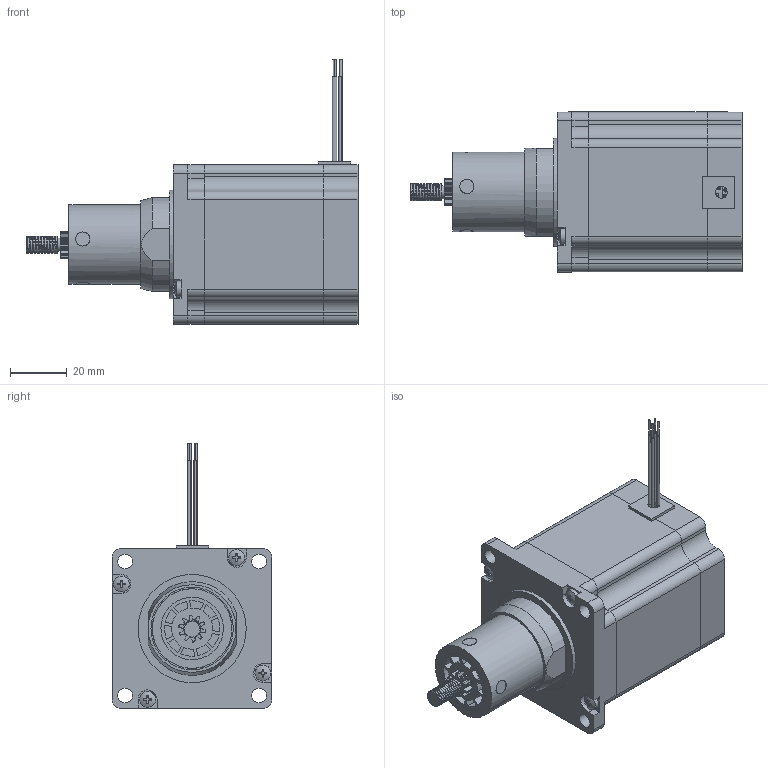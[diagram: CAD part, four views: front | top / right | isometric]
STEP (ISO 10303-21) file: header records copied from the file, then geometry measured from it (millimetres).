
FILE_DESCRIPTION(/* description */ (''),/* implementation_level */ '2;1');
FILE_NAME(/* name */ '23K22-25.4.stp',/* time_stamp */ '2020-08-27T08:59:31+08:00',/* author */ ('gj5217'),/* organization */ (''),/* preprocessor_version */ 'ST-DEVELOPER v16.1',/* originating_system */ 'Autodesk Inventor 2016',/* authorisation */ '');
FILE_SCHEMA (('AUTOMOTIVE_DESIGN { 1 0 10303 214 3 1 1 }'));
Products named in the file (29): 04-018（23N2066铜轴）; 04-052注塑体; 04-052（23N2066注塑铜轴）; 03-021(23H2066转子叠片); 07-005（57双叠厚磁钢）; 10-010(隔磁片); 03-039-13（23N2066转子总成，Z
导程）; 02-027(23H2066定子磨削); 12-020-2(23H2066); 12-020-3(23H2066L26.5); 09-009-1(红); 09-009-2(红白); 09-009-3(绿); 09-009-4(绿白); 12-008(4线护线套); 15-001-045(23H2066); 02-028-2（23H2066定子总成2.5
A）; 01-011(前盖); 01-012(后盖); 07-011(6902ZZ); 10-004(调整垫); 11-030（M3x61）; 润滑油脂; 06-603-3; 06-342; 10-082; 57花键轴; 57双厚标签; 23K22-25.4
Assembly tree (36 placements, depth 4):
  23K22-25.4
    03-039-13（23N2066转子总成，Z
导程）
      04-052（23N2066注塑铜轴）
        04-018（23N2066铜轴）
        04-052注塑体
      03-021(23H2066转子叠片)  x4
      07-005（57双叠厚磁钢）  x2
      10-010(隔磁片)
    02-028-2（23H2066定子总成2.5
A）
      02-027(23H2066定子磨削)
      12-020-2(23H2066)
      12-020-3(23H2066L26.5)
      09-009-1(红)
      09-009-2(红白)
      09-009-3(绿)
      09-009-4(绿白)
      12-008(4线护线套)
      15-001-045(23H2066)
    01-011(前盖)
    01-012(后盖)
    07-011(6902ZZ)  x2
    10-004(调整垫)
    11-030（M3x61）  x4
    润滑油脂
    06-603-3
    06-342
    10-082
    57花键轴
    57双厚标签
Bounding box: 116.9 x 56.3 x 93.2 mm (x, y, z)
Volume: 145476.3 mm3; surface area: 149295.2 mm2
Topology: 63 solids, 63 shells, 3251 faces, 9210 edges, 6135 vertices
Faces by surface type: cylinder 1900, plane 1321, bspline 20, cone 6, sphere 4
Full cylindrical faces by diameter (mm): 0.6 x4, 1 x2, 1.5 x40, 2 x17, 3 x5, 3.1 x4, 3.3 x12, 4.166 x1, 4.573 x1, 5 x14, 5.2 x4, 5.6 x4, 5.8 x1, 6 x11, 7 x2, 11.7 x4, 13 x2, 14 x1, 15 x4, 16 x1, 16.5 x5, 16.8 x1, 17 x2, 18.5 x1, 21 x1, 22 x5, 25 x2, 26 x1, 28 x13, 29 x1
Entity records: 78767 total; most frequent: CARTESIAN_POINT 18927, DIRECTION 13026, ORIENTED_EDGE 12066, EDGE_CURVE 6033, AXIS2_PLACEMENT_3D 4784, VERTEX_POINT 4095, LINE 3458, VECTOR 3458
